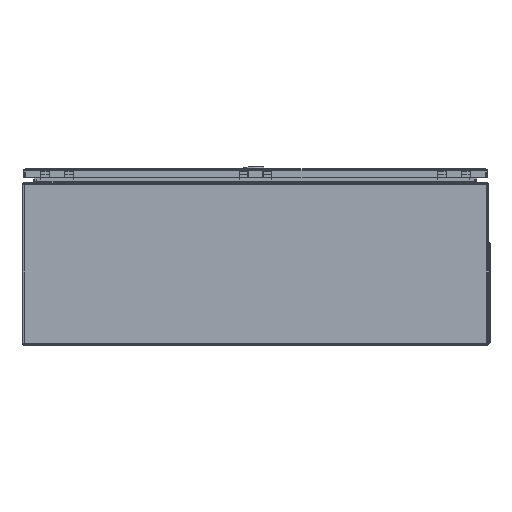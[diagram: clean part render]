
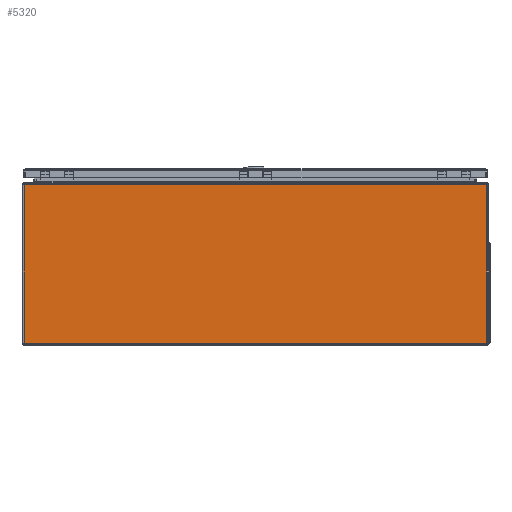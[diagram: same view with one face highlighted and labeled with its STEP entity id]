
A CAD part, left-side view. The second image highlights one B-rep face of the part: STEP entity #5320.
In plain terms, the highlighted planar face has unit normal (-1, 0, 0).
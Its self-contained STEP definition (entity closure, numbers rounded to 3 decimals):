
#5320=ADVANCED_FACE('',(#7034),#6504,.T.);
#6504=PLANE('',#23734);
#7034=FACE_OUTER_BOUND('',#8028,.T.);
#8028=EDGE_LOOP('',(#9968,#9969,#9970,#9971));
#9968=ORIENTED_EDGE('',*,*,#17852,.T.);
#9969=ORIENTED_EDGE('',*,*,#17853,.T.);
#9970=ORIENTED_EDGE('',*,*,#17854,.T.);
#9971=ORIENTED_EDGE('',*,*,#17855,.T.);
#15820=VERTEX_POINT('',#32395);
#15821=VERTEX_POINT('',#32396);
#15822=VERTEX_POINT('',#32398);
#15823=VERTEX_POINT('',#32400);
#17852=EDGE_CURVE('',#15820,#15821,#20726,.T.);
#17853=EDGE_CURVE('',#15821,#15822,#20727,.T.);
#17854=EDGE_CURVE('',#15822,#15823,#20728,.T.);
#17855=EDGE_CURVE('',#15823,#15820,#20729,.T.);
#20726=LINE('',#32394,#22238);
#20727=LINE('',#32397,#22239);
#20728=LINE('',#32399,#22240);
#20729=LINE('',#32401,#22241);
#22238=VECTOR('',#26258,1.);
#22239=VECTOR('',#26259,1.);
#22240=VECTOR('',#26260,1.);
#22241=VECTOR('',#26261,1.);
#23734=AXIS2_PLACEMENT_3D('',#32402,#26262,#26263);
#26258=DIRECTION('',(0.,1.,0.));
#26259=DIRECTION('',(0.,0.,-1.));
#26260=DIRECTION('',(0.,-1.,0.));
#26261=DIRECTION('',(0.,0.,1.));
#26262=DIRECTION('',(-1.,0.,0.));
#26263=DIRECTION('',(0.,0.,1.));
#32394=CARTESIAN_POINT('',(-600.,400.,275.5));
#32395=CARTESIAN_POINT('',(-600.,-396.5,275.5));
#32396=CARTESIAN_POINT('',(-600.,396.5,275.5));
#32397=CARTESIAN_POINT('',(-600.,396.5,279.));
#32398=CARTESIAN_POINT('',(-600.,396.5,3.5));
#32399=CARTESIAN_POINT('',(-600.,-400.,3.5));
#32400=CARTESIAN_POINT('',(-600.,-396.5,3.5));
#32401=CARTESIAN_POINT('',(-600.,-396.5,279.));
#32402=CARTESIAN_POINT('',(-600.,-400.,279.));
